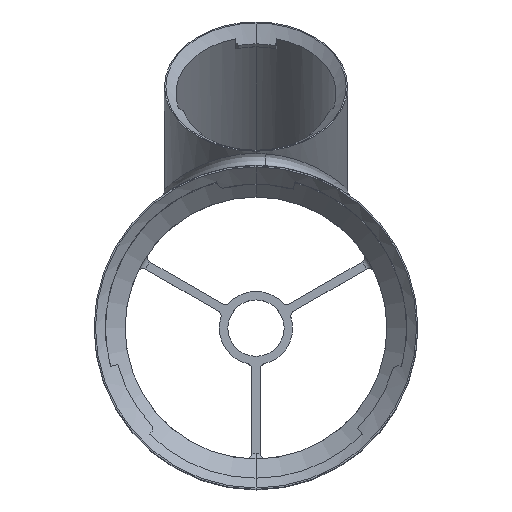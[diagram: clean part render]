
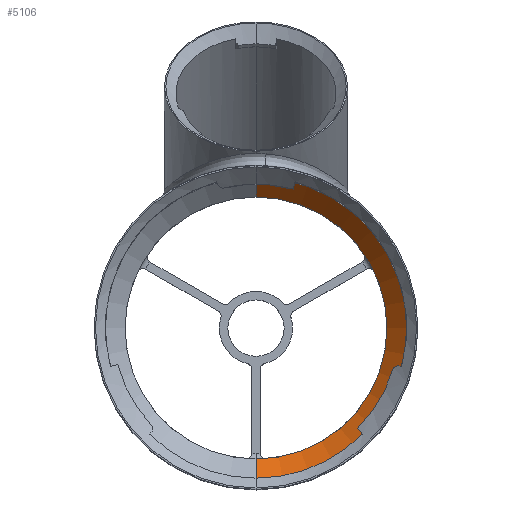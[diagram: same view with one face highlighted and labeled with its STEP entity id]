
A CAD part, top view. The second image highlights one B-rep face of the part: STEP entity #5106.
In plain terms, the highlighted conical face has half-angle 45 degrees and reference radius 53.5 mm.
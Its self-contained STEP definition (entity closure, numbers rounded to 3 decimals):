
#314 = VERTEX_POINT ( 'NONE', #2097 ) ;
#402 = VERTEX_POINT ( 'NONE', #489 ) ;
#406 = CARTESIAN_POINT ( 'NONE',  ( 0., 53.5, 18. ) ) ;
#462 = DIRECTION ( 'NONE',  ( 0., 1., 0. ) ) ;
#489 = CARTESIAN_POINT ( 'NONE',  ( 0., 46.5, 11. ) ) ;
#498 = EDGE_LOOP ( 'NONE', ( #3991, #3672, #3523, #5203 ) ) ;
#543 = AXIS2_PLACEMENT_3D ( 'NONE', #4880, #3067, #2224 ) ;
#693 = CIRCLE ( 'NONE', #543, 53.5 ) ;
#909 = CONICAL_SURFACE ( 'NONE', #1219, 53.5, 0.785 ) ;
#932 = CARTESIAN_POINT ( 'NONE',  ( 0., -53.5, 18. ) ) ;
#1132 = CARTESIAN_POINT ( 'NONE',  ( 0., 0., 18. ) ) ;
#1176 = DIRECTION ( 'NONE',  ( 0., 0., 1. ) ) ;
#1219 = AXIS2_PLACEMENT_3D ( 'NONE', #1132, #1176, #5551 ) ;
#1799 = DIRECTION ( 'NONE',  ( 0., -0.707, 0.707 ) ) ;
#2086 = FACE_OUTER_BOUND ( 'NONE', #498, .T. ) ;
#2097 = CARTESIAN_POINT ( 'NONE',  ( 0., -46.5, 11. ) ) ;
#2163 = LINE ( 'NONE', #4006, #2777 ) ;
#2224 = DIRECTION ( 'NONE',  ( 0., 1., 0. ) ) ;
#2458 = EDGE_CURVE ( 'NONE', #402, #314, #3026, .T. ) ;
#2777 = VECTOR ( 'NONE', #1799, 1000. ) ;
#2801 = CARTESIAN_POINT ( 'NONE',  ( 0., 0., 11. ) ) ;
#3026 = CIRCLE ( 'NONE', #5476, 46.5 ) ;
#3067 = DIRECTION ( 'NONE',  ( 0., 0., -1. ) ) ;
#3209 = CARTESIAN_POINT ( 'NONE',  ( 0., 53.5, 18. ) ) ;
#3253 = VERTEX_POINT ( 'NONE', #932 ) ;
#3523 = ORIENTED_EDGE ( 'NONE', *, *, #5462, .T. ) ;
#3634 = DIRECTION ( 'NONE',  ( 0., 0.707, 0.707 ) ) ;
#3672 = ORIENTED_EDGE ( 'NONE', *, *, #2458, .T. ) ;
#3991 = ORIENTED_EDGE ( 'NONE', *, *, #4159, .F. ) ;
#4006 = CARTESIAN_POINT ( 'NONE',  ( 0., -53.5, 18. ) ) ;
#4159 = EDGE_CURVE ( 'NONE', #402, #5374, #5709, .T. ) ;
#4518 = VECTOR ( 'NONE', #3634, 1000. ) ;
#4685 = EDGE_CURVE ( 'NONE', #5374, #3253, #693, .T. ) ;
#4880 = CARTESIAN_POINT ( 'NONE',  ( 0., 0., 18. ) ) ;
#4954 = DIRECTION ( 'NONE',  ( 0., 0., -1. ) ) ;
#5106 = ADVANCED_FACE ( 'NONE', ( #2086 ), #909, .F. ) ;
#5203 = ORIENTED_EDGE ( 'NONE', *, *, #4685, .F. ) ;
#5374 = VERTEX_POINT ( 'NONE', #406 ) ;
#5462 = EDGE_CURVE ( 'NONE', #314, #3253, #2163, .T. ) ;
#5476 = AXIS2_PLACEMENT_3D ( 'NONE', #2801, #4954, #462 ) ;
#5551 = DIRECTION ( 'NONE',  ( 0., -1., 0. ) ) ;
#5709 = LINE ( 'NONE', #3209, #4518 ) ;
